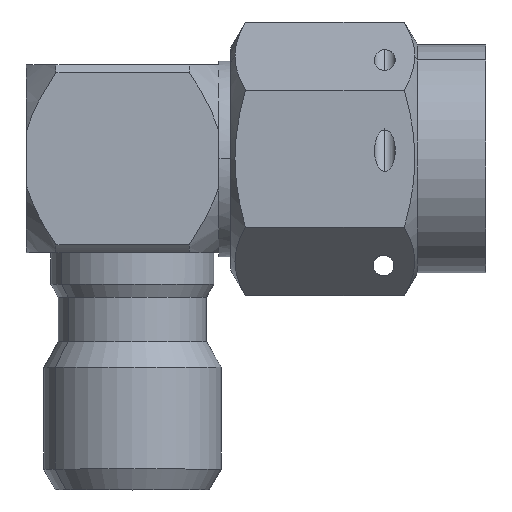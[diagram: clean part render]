
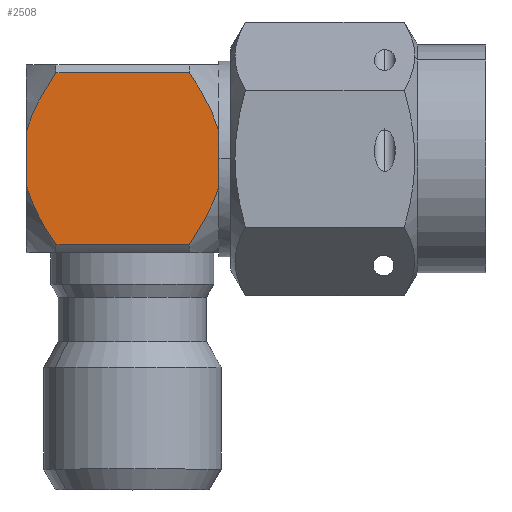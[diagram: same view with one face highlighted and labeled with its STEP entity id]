
A CAD part, top view. The second image highlights one B-rep face of the part: STEP entity #2508.
In plain terms, the highlighted planar face has unit normal (0, 0, 1).
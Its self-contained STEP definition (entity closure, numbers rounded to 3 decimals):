
#73 = CARTESIAN_POINT ( 'NONE',  ( 1.92, -2.905, 0. ) ) ;
#102 = CARTESIAN_POINT ( 'NONE',  ( 0., -2.905, 0. ) ) ;
#103 = CARTESIAN_POINT ( 'NONE',  ( -3.58, 0.917, 0. ) ) ;
#106 = EDGE_CURVE ( 'NONE', #4410, #1564, #1877, .T. ) ;
#115 = CARTESIAN_POINT ( 'NONE',  ( -3.58, -0.917, 0. ) ) ;
#158 = ORIENTED_EDGE ( 'NONE', *, *, #2761, .T. ) ;
#205 = DIRECTION ( 'NONE',  ( 0., -1., 0. ) ) ;
#211 = CARTESIAN_POINT ( 'NONE',  ( 2.323, 2.283, 0. ) ) ;
#245 = CARTESIAN_POINT ( 'NONE',  ( 2.92, 3.17, 0. ) ) ;
#267 = VERTEX_POINT ( 'NONE', #1404 ) ;
#470 = CARTESIAN_POINT ( 'NONE',  ( -2.986, 2.28, 0. ) ) ;
#512 = CARTESIAN_POINT ( 'NONE',  ( 2.92, 3.17, 0. ) ) ;
#571 = CARTESIAN_POINT ( 'NONE',  ( -3.58, 3.3, 0. ) ) ;
#641 = DIRECTION ( 'NONE',  ( 1., 0., 0. ) ) ;
#695 = DIRECTION ( 'NONE',  ( 0., 1., 0. ) ) ;
#713 = FACE_OUTER_BOUND ( 'NONE', #2497, .T. ) ;
#845 = ORIENTED_EDGE ( 'NONE', *, *, #1395, .T. ) ;
#859 = CARTESIAN_POINT ( 'NONE',  ( 2.128, -2.597, 0. ) ) ;
#896 = VERTEX_POINT ( 'NONE', #4175 ) ;
#986 = EDGE_CURVE ( 'NONE', #267, #896, #4458, .T. ) ;
#1127 = DIRECTION ( 'NONE',  ( -1., 0., 0. ) ) ;
#1245 = VERTEX_POINT ( 'NONE', #1753 ) ;
#1257 = VERTEX_POINT ( 'NONE', #2517 ) ;
#1326 = CARTESIAN_POINT ( 'NONE',  ( 2.87, 1.097, 0. ) ) ;
#1355 = VECTOR ( 'NONE', #641, 1000. ) ;
#1395 = EDGE_CURVE ( 'NONE', #1257, #1245, #3392, .T. ) ;
#1404 = CARTESIAN_POINT ( 'NONE',  ( -3.58, -0.917, 0. ) ) ;
#1437 = EDGE_CURVE ( 'NONE', #3891, #2760, #3776, .T. ) ;
#1564 = VERTEX_POINT ( 'NONE', #2207 ) ;
#1605 = CARTESIAN_POINT ( 'NONE',  ( -3.323, -1.622, 0. ) ) ;
#1607 = CARTESIAN_POINT ( 'NONE',  ( -3.332, 1.619, 0. ) ) ;
#1619 = ORIENTED_EDGE ( 'NONE', *, *, #3440, .T. ) ;
#1753 = CARTESIAN_POINT ( 'NONE',  ( -3.58, 0.917, 0. ) ) ;
#1813 = VECTOR ( 'NONE', #1127, 1000. ) ;
#1877 = B_SPLINE_CURVE_WITH_KNOTS ( 'NONE', 3,
 ( #2427, #1326, #2837, #3558, #2070, #211, #3605, #2379 ),
 .UNSPECIFIED., .F., .F.,
 ( 4, 2, 2, 4 ),
 ( 0.009, 0.01, 0.011, 0.012 ),
 .UNSPECIFIED. ) ;
#1890 = ORIENTED_EDGE ( 'NONE', *, *, #986, .T. ) ;
#2070 = CARTESIAN_POINT ( 'NONE',  ( 2.582, 1.79, 0. ) ) ;
#2141 = EDGE_CURVE ( 'NONE', #896, #3891, #3778, .T. ) ;
#2207 = CARTESIAN_POINT ( 'NONE',  ( 1.92, 2.905, 0. ) ) ;
#2297 = CARTESIAN_POINT ( 'NONE',  ( -3.242, -1.79, 0. ) ) ;
#2379 = CARTESIAN_POINT ( 'NONE',  ( 1.92, 2.905, 0. ) ) ;
#2427 = CARTESIAN_POINT ( 'NONE',  ( 2.92, 0.917, 0. ) ) ;
#2497 = EDGE_LOOP ( 'NONE', ( #1890, #3899, #4030, #158, #4528, #1619, #845, #3471 ) ) ;
#2508 = ADVANCED_FACE ( 'NONE', ( #713 ), #2735, .T. ) ;
#2517 = CARTESIAN_POINT ( 'NONE',  ( -2.58, 2.905, 0. ) ) ;
#2536 = CARTESIAN_POINT ( 'NONE',  ( 2.92, 0.917, 0. ) ) ;
#2650 = CARTESIAN_POINT ( 'NONE',  ( 0., 2.905, 0. ) ) ;
#2692 = CARTESIAN_POINT ( 'NONE',  ( -2.983, -2.283, 0. ) ) ;
#2696 = CARTESIAN_POINT ( 'NONE',  ( 2.82, -1.278, 0. ) ) ;
#2735 = PLANE ( 'NONE',  #4783 ) ;
#2760 = VERTEX_POINT ( 'NONE', #3686 ) ;
#2761 = EDGE_CURVE ( 'NONE', #2760, #4410, #2925, .T. ) ;
#2837 = CARTESIAN_POINT ( 'NONE',  ( 2.807, 1.275, 0. ) ) ;
#2925 = LINE ( 'NONE', #245, #3346 ) ;
#3070 = CARTESIAN_POINT ( 'NONE',  ( -3.53, -1.097, 0. ) ) ;
#3090 = CARTESIAN_POINT ( 'NONE',  ( -2.58, -2.905, 0. ) ) ;
#3156 = LINE ( 'NONE', #571, #3394 ) ;
#3346 = VECTOR ( 'NONE', #695, 1000. ) ;
#3392 = B_SPLINE_CURVE_WITH_KNOTS ( 'NONE', 3,
 ( #3416, #4191, #470, #1607, #3836, #103 ),
 .UNSPECIFIED., .F., .F.,
 ( 4, 2, 4 ),
 ( 0.005, 0.006, 0.008 ),
 .UNSPECIFIED. ) ;
#3394 = VECTOR ( 'NONE', #205, 1000. ) ;
#3416 = CARTESIAN_POINT ( 'NONE',  ( -2.58, 2.905, 0. ) ) ;
#3440 = EDGE_CURVE ( 'NONE', #1564, #1257, #4059, .T. ) ;
#3471 = ORIENTED_EDGE ( 'NONE', *, *, #4814, .T. ) ;
#3478 = CARTESIAN_POINT ( 'NONE',  ( 2.92, -0.917, 0. ) ) ;
#3558 = CARTESIAN_POINT ( 'NONE',  ( 2.663, 1.622, 0. ) ) ;
#3563 = DIRECTION ( 'NONE',  ( 1., 0., 0. ) ) ;
#3605 = CARTESIAN_POINT ( 'NONE',  ( 2.128, 2.598, 0. ) ) ;
#3686 = CARTESIAN_POINT ( 'NONE',  ( 2.92, -0.917, 0. ) ) ;
#3776 = B_SPLINE_CURVE_WITH_KNOTS ( 'NONE', 3,
 ( #73, #859, #4242, #4637, #2696, #3478 ),
 .UNSPECIFIED., .F., .F.,
 ( 4, 2, 4 ),
 ( 0.005, 0.006, 0.008 ),
 .UNSPECIFIED. ) ;
#3778 = LINE ( 'NONE', #102, #1355 ) ;
#3820 = CARTESIAN_POINT ( 'NONE',  ( -3.467, -1.275, 0. ) ) ;
#3836 = CARTESIAN_POINT ( 'NONE',  ( -3.48, 1.278, 0. ) ) ;
#3891 = VERTEX_POINT ( 'NONE', #4395 ) ;
#3899 = ORIENTED_EDGE ( 'NONE', *, *, #2141, .T. ) ;
#4030 = ORIENTED_EDGE ( 'NONE', *, *, #1437, .T. ) ;
#4059 = LINE ( 'NONE', #2650, #1813 ) ;
#4175 = CARTESIAN_POINT ( 'NONE',  ( -2.58, -2.905, 0. ) ) ;
#4191 = CARTESIAN_POINT ( 'NONE',  ( -2.788, 2.597, 0. ) ) ;
#4228 = CARTESIAN_POINT ( 'NONE',  ( -2.788, -2.598, 0. ) ) ;
#4242 = CARTESIAN_POINT ( 'NONE',  ( 2.326, -2.28, 0. ) ) ;
#4277 = DIRECTION ( 'NONE',  ( 0., 0., 1. ) ) ;
#4395 = CARTESIAN_POINT ( 'NONE',  ( 1.92, -2.905, 0. ) ) ;
#4410 = VERTEX_POINT ( 'NONE', #2536 ) ;
#4458 = B_SPLINE_CURVE_WITH_KNOTS ( 'NONE', 3,
 ( #115, #3070, #3820, #1605, #2297, #2692, #4228, #3090 ),
 .UNSPECIFIED., .F., .F.,
 ( 4, 2, 2, 4 ),
 ( 0.009, 0.01, 0.011, 0.012 ),
 .UNSPECIFIED. ) ;
#4528 = ORIENTED_EDGE ( 'NONE', *, *, #106, .T. ) ;
#4637 = CARTESIAN_POINT ( 'NONE',  ( 2.672, -1.619, 0. ) ) ;
#4783 = AXIS2_PLACEMENT_3D ( 'NONE', #512, #4277, #3563 ) ;
#4814 = EDGE_CURVE ( 'NONE', #1245, #267, #3156, .T. ) ;
